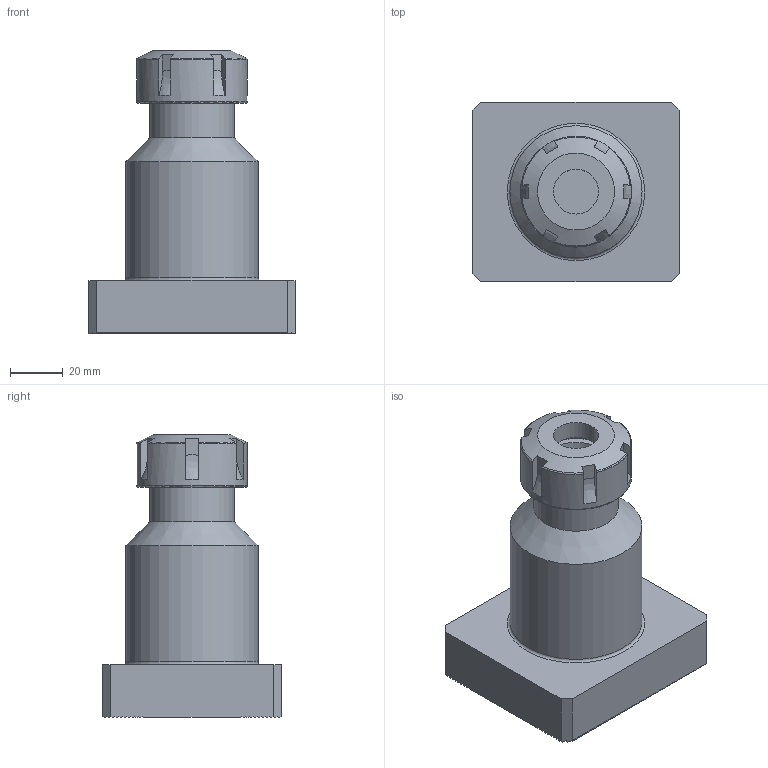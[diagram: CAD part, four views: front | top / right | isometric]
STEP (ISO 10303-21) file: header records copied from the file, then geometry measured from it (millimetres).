
FILE_DESCRIPTION(/* description */ (''),/* implementation_level */ '2;1');
FILE_NAME(/* name */ 'W9990906_stp.stp',/* time_stamp */ '2013-09-04T13:14:38+02:00',/* author */ (''),/* organization */ (''),/* preprocessor_version */ 'ST-DEVELOPER v11',/* originating_system */ 'SIEMENS PLM Software NX 7.5',/* authorisation */ '');
FILE_SCHEMA (('AUTOMOTIVE_DESIGN { 1 0 10303 214 1 1 1 1 }'));
Length unit declared in the file: millimetre
Products named in the file (1): reic2B5Al8kb
Bounding box: 78 x 68 x 107.06 mm (x, y, z)
Volume: 225888.1 mm3; surface area: 33288.6 mm2
Topology: 1 solids, 1 shells, 127 faces, 355 edges, 236 vertices
Faces by surface type: plane 100, cylinder 8, torus 8, bspline 6, cone 5
Full cylindrical faces by diameter (mm): 17 x1, 18 x1, 30.5 x1, 32 x1, 42 x1, 50 x1
Entity records: 4144 total; most frequent: CARTESIAN_POINT 1028, ORIENTED_EDGE 670, DIRECTION 570, EDGE_CURVE 335, LINE 248, VECTOR 248, VERTEX_POINT 229, AXIS2_PLACEMENT_3D 161
